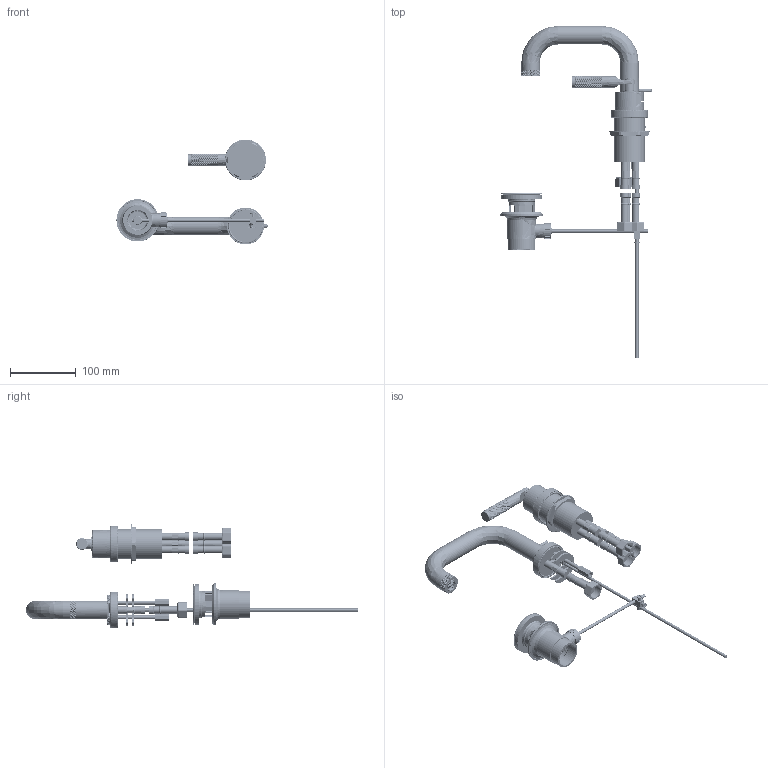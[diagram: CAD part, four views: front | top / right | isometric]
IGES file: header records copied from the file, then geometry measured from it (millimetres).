
Global section: file name: V7K13-1LK; native system: Autodesk Inventor 2018; preprocessor: unknown; author: rclarke; date: 20170829.144951; units: millimetre
Bounding box: 228.9 x 503.06 x 158.99 mm (x, y, z)
Volume: 428003.3 mm3; surface area: 266682.1 mm2
Topology: 65 solids, 65 shells, 13872 faces, 30135 edges, 16520 vertices
Faces by surface type: bspline 13872
